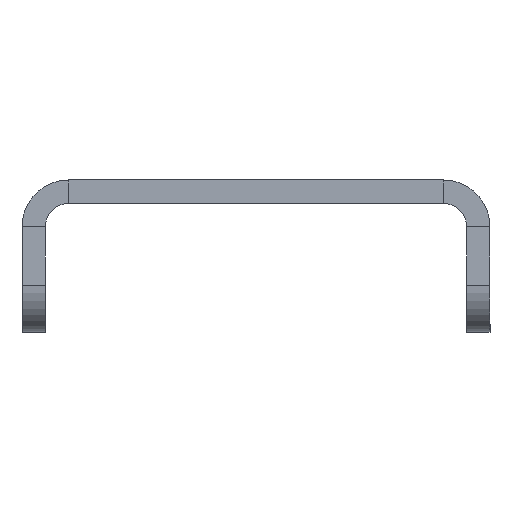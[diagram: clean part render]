
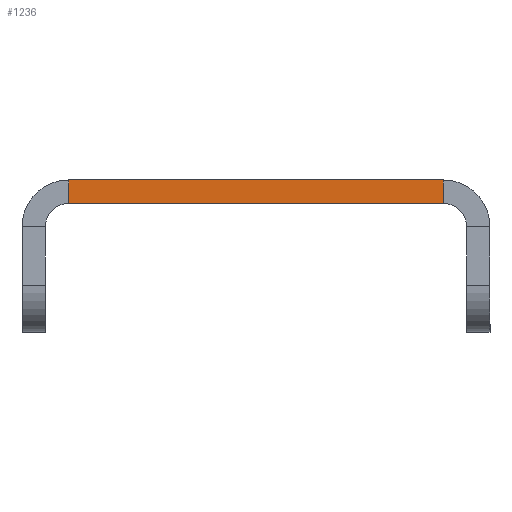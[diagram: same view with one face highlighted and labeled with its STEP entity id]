
A CAD part, front view. The second image highlights one B-rep face of the part: STEP entity #1236.
In plain terms, the highlighted planar face has unit normal (0, -1, 0).
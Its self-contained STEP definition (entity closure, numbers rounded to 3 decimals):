
#6 = EDGE_CURVE ( 'NONE', #619, #740, #409, .T. ) ;
#53 = CARTESIAN_POINT ( 'NONE',  ( -16., -557.5, 0. ) ) ;
#91 = CARTESIAN_POINT ( 'NONE',  ( -16., -557.5, -2. ) ) ;
#109 = CARTESIAN_POINT ( 'NONE',  ( 20., -557.5, -2. ) ) ;
#129 = VECTOR ( 'NONE', #856, 1000. ) ;
#213 = EDGE_LOOP ( 'NONE', ( #1103, #1210, #697, #276 ) ) ;
#216 = CARTESIAN_POINT ( 'NONE',  ( -16., -557.5, -2. ) ) ;
#254 = LINE ( 'NONE', #949, #129 ) ;
#272 = AXIS2_PLACEMENT_3D ( 'NONE', #109, #816, #1222 ) ;
#276 = ORIENTED_EDGE ( 'NONE', *, *, #6, .F. ) ;
#284 = LINE ( 'NONE', #91, #685 ) ;
#362 = EDGE_CURVE ( 'NONE', #440, #619, #284, .T. ) ;
#369 = EDGE_CURVE ( 'NONE', #440, #937, #401, .T. ) ;
#396 = DIRECTION ( 'NONE',  ( 0., 0., 1. ) ) ;
#401 = LINE ( 'NONE', #479, #664 ) ;
#409 = LINE ( 'NONE', #725, #1045 ) ;
#440 = VERTEX_POINT ( 'NONE', #216 ) ;
#479 = CARTESIAN_POINT ( 'NONE',  ( 20., -557.5, -2. ) ) ;
#619 = VERTEX_POINT ( 'NONE', #53 ) ;
#633 = PLANE ( 'NONE',  #272 ) ;
#664 = VECTOR ( 'NONE', #798, 1000. ) ;
#685 = VECTOR ( 'NONE', #396, 1000. ) ;
#697 = ORIENTED_EDGE ( 'NONE', *, *, #1006, .T. ) ;
#725 = CARTESIAN_POINT ( 'NONE',  ( 20., -557.5, 0. ) ) ;
#740 = VERTEX_POINT ( 'NONE', #1190 ) ;
#798 = DIRECTION ( 'NONE',  ( 1., 0., 0. ) ) ;
#816 = DIRECTION ( 'NONE',  ( 0., -1., 0. ) ) ;
#856 = DIRECTION ( 'NONE',  ( 0., 0., 1. ) ) ;
#937 = VERTEX_POINT ( 'NONE', #955 ) ;
#949 = CARTESIAN_POINT ( 'NONE',  ( 16., -557.5, -2. ) ) ;
#955 = CARTESIAN_POINT ( 'NONE',  ( 16., -557.5, -2. ) ) ;
#1006 = EDGE_CURVE ( 'NONE', #937, #740, #254, .T. ) ;
#1020 = FACE_OUTER_BOUND ( 'NONE', #213, .T. ) ;
#1045 = VECTOR ( 'NONE', #1117, 1000. ) ;
#1103 = ORIENTED_EDGE ( 'NONE', *, *, #362, .F. ) ;
#1117 = DIRECTION ( 'NONE',  ( 1., 0., 0. ) ) ;
#1190 = CARTESIAN_POINT ( 'NONE',  ( 16., -557.5, 0. ) ) ;
#1210 = ORIENTED_EDGE ( 'NONE', *, *, #369, .T. ) ;
#1222 = DIRECTION ( 'NONE',  ( 0., 0., -1. ) ) ;
#1236 = ADVANCED_FACE ( 'NONE', ( #1020 ), #633, .T. ) ;
